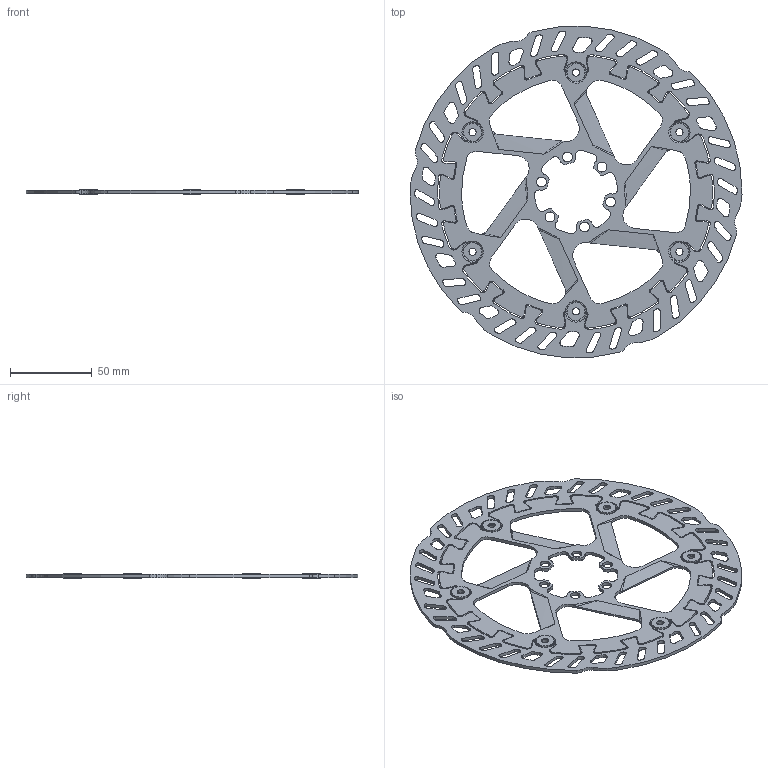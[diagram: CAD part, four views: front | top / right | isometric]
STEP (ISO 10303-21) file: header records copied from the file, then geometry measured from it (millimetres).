
FILE_DESCRIPTION(('STEP AP214'),'1');
FILE_NAME('Magura_MDR_P_203.stp','2022-02-02T08:09:13',(' '),(' '),'Spatial InterOp 3D',' ',' ');
FILE_SCHEMA(('AUTOMOTIVE_DESIGN { 1 0 10303 214 1 1 1 1 }'));
Length unit declared in the file: metre
Products named in the file (8): 1643789167; 1643789168; 1643789169; 1643789170; 1643789171; 1643789172; 1643789173; 1643789174
Bounding box: 202.98 x 202.69 x 3 mm (x, y, z)
Volume: 36752.6 mm3; surface area: 49534.1 mm2
Topology: 8 solids, 8 shells, 754 faces, 2204 edges, 1478 vertices
Faces by surface type: cylinder 408, plane 232, bspline 90, cone 24
Full cylindrical faces by diameter (mm): 4.4 x6, 5.4 x6, 6 x6, 11 x12
Entity records: 33988 total; most frequent: CARTESIAN_POINT 7760, ORIENTED_EDGE 4336, DIRECTION 4083, EDGE_CURVE 2168, AXIS2_PLACEMENT_3D 1542, VERTEX_POINT 1472, LINE 999, VECTOR 999
